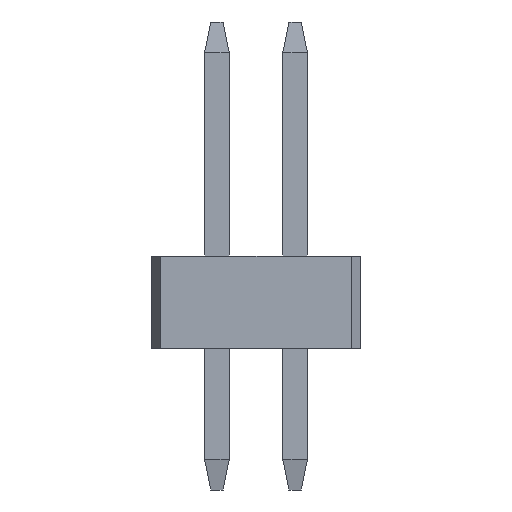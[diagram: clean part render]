
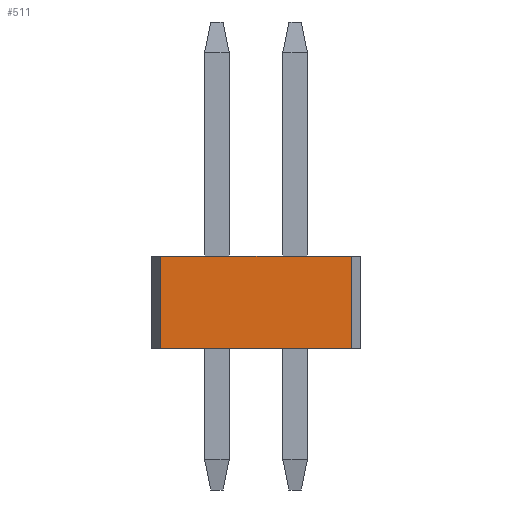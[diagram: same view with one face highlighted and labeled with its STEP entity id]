
A CAD part, left-side view. The second image highlights one B-rep face of the part: STEP entity #511.
In plain terms, the highlighted planar face has unit normal (-1, 0, 0).
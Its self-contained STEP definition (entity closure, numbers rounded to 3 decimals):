
#511=ADVANCED_FACE('',(#1043),#8141,.T.);
#1043=FACE_OUTER_BOUND('',#1597,.T.);
#1597=EDGE_LOOP('',(#3278,#3279,#3280,#3281));
#3278=ORIENTED_EDGE('',*,*,#4990,.F.);
#3279=ORIENTED_EDGE('',*,*,#5201,.F.);
#3280=ORIENTED_EDGE('',*,*,#4933,.F.);
#3281=ORIENTED_EDGE('',*,*,#5200,.F.);
#4933=EDGE_CURVE('',#7199,#7542,#6237,.T.);
#4990=EDGE_CURVE('',#7554,#7200,#6294,.T.);
#5200=EDGE_CURVE('',#7200,#7199,#6504,.T.);
#5201=EDGE_CURVE('',#7542,#7554,#6505,.T.);
#6237=B_SPLINE_CURVE_WITH_KNOTS('',1,(#11046,#11047),.UNSPECIFIED.,.F.,
 .F.,(2,2),(0.,1.),.UNSPECIFIED.);
#6294=B_SPLINE_CURVE_WITH_KNOTS('',1,(#11160,#11161),.UNSPECIFIED.,.F.,
 .F.,(2,2),(-1.,0.),.UNSPECIFIED.);
#6504=B_SPLINE_CURVE_WITH_KNOTS('',1,(#11580,#11581),.UNSPECIFIED.,.F.,
 .F.,(2,2),(0.044,0.956),.UNSPECIFIED.);
#6505=B_SPLINE_CURVE_WITH_KNOTS('',1,(#11582,#11583),.UNSPECIFIED.,.F.,
 .F.,(2,2),(-12.98,-9.88),.UNSPECIFIED.);
#7199=VERTEX_POINT('',#9841);
#7200=VERTEX_POINT('',#9842);
#7542=VERTEX_POINT('',#10184);
#7554=VERTEX_POINT('',#10196);
#8141=PLANE('',#8693);
#8693=AXIS2_PLACEMENT_3D('',#9763,#9228,$);
#9228=DIRECTION('',(-1.,0.,0.));
#9763=CARTESIAN_POINT('',(-6.985,-5.08,-1.895));
#9841=CARTESIAN_POINT('',(-6.985,1.55,0.01));
#9842=CARTESIAN_POINT('',(-6.985,-1.55,0.01));
#10184=CARTESIAN_POINT('',(-6.985,1.55,1.51));
#10196=CARTESIAN_POINT('',(-6.985,-1.55,1.51));
#11046=CARTESIAN_POINT('',(-6.985,1.55,0.01));
#11047=CARTESIAN_POINT('',(-6.985,1.55,1.51));
#11160=CARTESIAN_POINT('',(-6.985,-1.55,1.51));
#11161=CARTESIAN_POINT('',(-6.985,-1.55,0.01));
#11580=CARTESIAN_POINT('',(-6.985,-1.55,0.01));
#11581=CARTESIAN_POINT('',(-6.985,1.55,0.01));
#11582=CARTESIAN_POINT('',(-6.985,1.55,1.51));
#11583=CARTESIAN_POINT('',(-6.985,-1.55,1.51));
